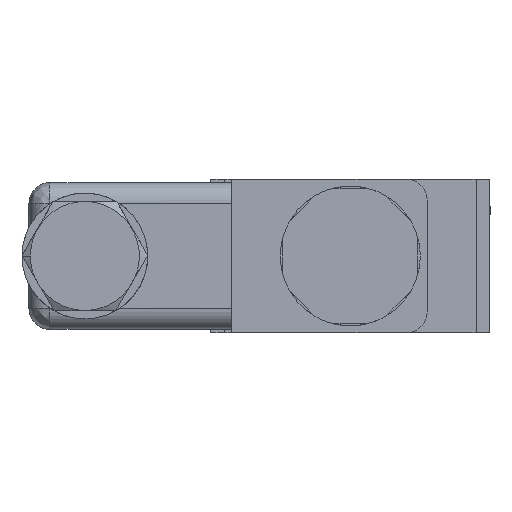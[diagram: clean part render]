
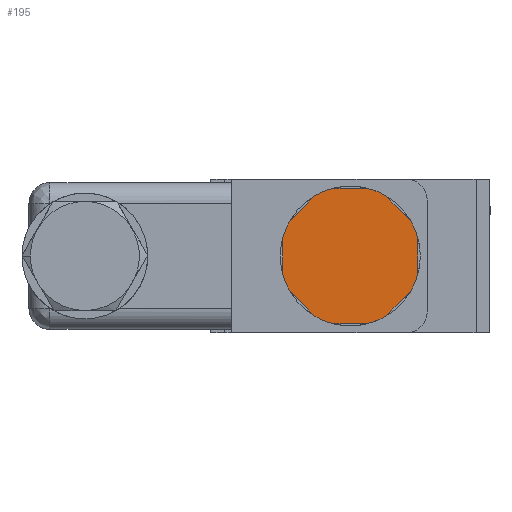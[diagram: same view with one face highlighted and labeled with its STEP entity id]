
A CAD part, left-side view. The second image highlights one B-rep face of the part: STEP entity #195.
In plain terms, the highlighted planar face has unit normal (-1, 0, 0).
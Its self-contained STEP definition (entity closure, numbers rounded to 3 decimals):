
#36 = AXIS2_PLACEMENT_3D ( 'NONE', #5042, #4945, #1405 ) ;
#95 = LINE ( 'NONE', #4107, #2668 ) ;
#114 = DIRECTION ( 'NONE',  ( -1., 0., 0. ) ) ;
#115 = DIRECTION ( 'NONE',  ( -1., 0., 0. ) ) ;
#121 = EDGE_CURVE ( 'NONE', #1705, #2619, #2872, .T. ) ;
#152 = DIRECTION ( 'NONE',  ( 0., 1., 0. ) ) ;
#158 = EDGE_CURVE ( 'NONE', #1255, #6133, #569, .T. ) ;
#166 = DIRECTION ( 'NONE',  ( 0., 1., 0. ) ) ;
#180 = CIRCLE ( 'NONE', #36, 10. ) ;
#195 = ADVANCED_FACE ( 'NONE', ( #3137 ), #5499, .T. ) ;
#208 = ORIENTED_EDGE ( 'NONE', *, *, #4581, .T. ) ;
#215 = CARTESIAN_POINT ( 'NONE',  ( -102.659, -25.563, 37.579 ) ) ;
#247 = LINE ( 'NONE', #1756, #2424 ) ;
#271 = EDGE_LOOP ( 'NONE', ( #4611, #300, #1982, #5401, #4559, #208, #4694, #6262, #6615, #773, #5832, #4150, #5039, #567, #1786, #6064 ) ) ;
#300 = ORIENTED_EDGE ( 'NONE', *, *, #4364, .T. ) ;
#321 = VECTOR ( 'NONE', #4991, 1000. ) ;
#399 = CARTESIAN_POINT ( 'NONE',  ( -102.659, -28.142, 36.511 ) ) ;
#409 = DIRECTION ( 'NONE',  ( 0., 1., 0. ) ) ;
#507 = CARTESIAN_POINT ( 'NONE',  ( -102.659, -20.56, 18.215 ) ) ;
#558 = CARTESIAN_POINT ( 'NONE',  ( -102.659, -17.985, 36.511 ) ) ;
#567 = ORIENTED_EDGE ( 'NONE', *, *, #4174, .T. ) ;
#569 = CIRCLE ( 'NONE', #4982, 10. ) ;
#571 = CARTESIAN_POINT ( 'NONE',  ( -102.659, -14.448, 22.82 ) ) ;
#600 = CIRCLE ( 'NONE', #4488, 10. ) ;
#627 = EDGE_CURVE ( 'NONE', #3300, #1346, #4038, .T. ) ;
#642 = DIRECTION ( 'NONE',  ( -1., 0., 0. ) ) ;
#773 = ORIENTED_EDGE ( 'NONE', *, *, #158, .T. ) ;
#813 = LINE ( 'NONE', #1352, #2408 ) ;
#1040 = AXIS2_PLACEMENT_3D ( 'NONE', #5484, #1981, #5982 ) ;
#1094 = VERTEX_POINT ( 'NONE', #2708 ) ;
#1216 = CARTESIAN_POINT ( 'NONE',  ( -102.659, -32.746, 30.395 ) ) ;
#1255 = VERTEX_POINT ( 'NONE', #4865 ) ;
#1346 = VERTEX_POINT ( 'NONE', #6539 ) ;
#1352 = CARTESIAN_POINT ( 'NONE',  ( -102.659, -28.139, 19.281 ) ) ;
#1405 = DIRECTION ( 'NONE',  ( 0., 1., 0. ) ) ;
#1443 = VECTOR ( 'NONE', #1995, 1000. ) ;
#1476 = VERTEX_POINT ( 'NONE', #3258 ) ;
#1581 = AXIS2_PLACEMENT_3D ( 'NONE', #2142, #642, #6213 ) ;
#1705 = VERTEX_POINT ( 'NONE', #4765 ) ;
#1750 = CARTESIAN_POINT ( 'NONE',  ( -102.659, -13.381, 30.398 ) ) ;
#1756 = CARTESIAN_POINT ( 'NONE',  ( -102.659, -23.06, 18.214 ) ) ;
#1786 = ORIENTED_EDGE ( 'NONE', *, *, #6084, .T. ) ;
#1855 = CARTESIAN_POINT ( 'NONE',  ( -102.659, -20.563, 37.579 ) ) ;
#1908 = DIRECTION ( 'NONE',  ( -1., 0., 0. ) ) ;
#1911 = CARTESIAN_POINT ( 'NONE',  ( -102.659, -28.139, 19.281 ) ) ;
#1948 = CIRCLE ( 'NONE', #1040, 10. ) ;
#1981 = DIRECTION ( 'NONE',  ( -1., 0., 0. ) ) ;
#1982 = ORIENTED_EDGE ( 'NONE', *, *, #5349, .T. ) ;
#1995 = DIRECTION ( 'NONE',  ( 0., 0., -1. ) ) ;
#2057 = CARTESIAN_POINT ( 'NONE',  ( -102.659, -25.56, 18.213 ) ) ;
#2101 = EDGE_CURVE ( 'NONE', #5672, #5945, #2673, .T. ) ;
#2132 = VERTEX_POINT ( 'NONE', #4144 ) ;
#2142 = CARTESIAN_POINT ( 'NONE',  ( -102.659, -23.063, 27.897 ) ) ;
#2190 = VECTOR ( 'NONE', #4535, 1000. ) ;
#2286 = EDGE_CURVE ( 'NONE', #6133, #3961, #247, .T. ) ;
#2408 = VECTOR ( 'NONE', #6610, 1000. ) ;
#2424 = VECTOR ( 'NONE', #2710, 1000. ) ;
#2467 = CARTESIAN_POINT ( 'NONE',  ( -102.659, -13.38, 37.579 ) ) ;
#2619 = VERTEX_POINT ( 'NONE', #4620 ) ;
#2668 = VECTOR ( 'NONE', #5677, 1000. ) ;
#2673 = CIRCLE ( 'NONE', #4931, 10. ) ;
#2697 = CARTESIAN_POINT ( 'NONE',  ( -102.659, -23.063, 27.897 ) ) ;
#2703 = CARTESIAN_POINT ( 'NONE',  ( -102.659, -17.985, 36.511 ) ) ;
#2708 = CARTESIAN_POINT ( 'NONE',  ( -102.659, -32.745, 25.395 ) ) ;
#2710 = DIRECTION ( 'NONE',  ( 0., -1., 0. ) ) ;
#2857 = CARTESIAN_POINT ( 'NONE',  ( -102.659, -14.45, 32.976 ) ) ;
#2872 = LINE ( 'NONE', #1750, #1443 ) ;
#2977 = VERTEX_POINT ( 'NONE', #1911 ) ;
#3112 = EDGE_CURVE ( 'NONE', #3961, #2977, #5271, .T. ) ;
#3137 = FACE_OUTER_BOUND ( 'NONE', #271, .T. ) ;
#3241 = CARTESIAN_POINT ( 'NONE',  ( -102.659, -23.063, 27.897 ) ) ;
#3258 = CARTESIAN_POINT ( 'NONE',  ( -102.659, -31.676, 22.816 ) ) ;
#3282 = DIRECTION ( 'NONE',  ( -1., 0., 0. ) ) ;
#3300 = VERTEX_POINT ( 'NONE', #1216 ) ;
#3401 = EDGE_CURVE ( 'NONE', #1346, #3827, #6419, .T. ) ;
#3402 = CARTESIAN_POINT ( 'NONE',  ( -102.659, -32.745, 25.395 ) ) ;
#3579 = AXIS2_PLACEMENT_3D ( 'NONE', #3945, #1908, #5963 ) ;
#3827 = VERTEX_POINT ( 'NONE', #399 ) ;
#3945 = CARTESIAN_POINT ( 'NONE',  ( -102.659, -23.063, 27.897 ) ) ;
#3961 = VERTEX_POINT ( 'NONE', #2057 ) ;
#4019 = LINE ( 'NONE', #571, #5135 ) ;
#4033 = LINE ( 'NONE', #558, #6499 ) ;
#4038 = CIRCLE ( 'NONE', #3579, 10. ) ;
#4052 = CARTESIAN_POINT ( 'NONE',  ( -102.659, -23.063, 27.897 ) ) ;
#4107 = CARTESIAN_POINT ( 'NONE',  ( -102.659, -23.063, 37.579 ) ) ;
#4112 = DIRECTION ( 'NONE',  ( 0., 0.707, -0.707 ) ) ;
#4144 = CARTESIAN_POINT ( 'NONE',  ( -102.659, -14.448, 22.82 ) ) ;
#4150 = ORIENTED_EDGE ( 'NONE', *, *, #3112, .T. ) ;
#4174 = EDGE_CURVE ( 'NONE', #1476, #1094, #1948, .T. ) ;
#4364 = EDGE_CURVE ( 'NONE', #3827, #5561, #600, .T. ) ;
#4438 = VERTEX_POINT ( 'NONE', #2857 ) ;
#4488 = AXIS2_PLACEMENT_3D ( 'NONE', #3241, #3282, #166 ) ;
#4515 = CARTESIAN_POINT ( 'NONE',  ( -102.659, -31.678, 32.975 ) ) ;
#4535 = DIRECTION ( 'NONE',  ( 0., 0.707, 0.707 ) ) ;
#4559 = ORIENTED_EDGE ( 'NONE', *, *, #4623, .T. ) ;
#4566 = LINE ( 'NONE', #3402, #321 ) ;
#4581 = EDGE_CURVE ( 'NONE', #4438, #1705, #180, .T. ) ;
#4611 = ORIENTED_EDGE ( 'NONE', *, *, #3401, .T. ) ;
#4620 = CARTESIAN_POINT ( 'NONE',  ( -102.659, -13.38, 25.399 ) ) ;
#4623 = EDGE_CURVE ( 'NONE', #5945, #4438, #4033, .T. ) ;
#4694 = ORIENTED_EDGE ( 'NONE', *, *, #121, .T. ) ;
#4765 = CARTESIAN_POINT ( 'NONE',  ( -102.659, -13.381, 30.398 ) ) ;
#4839 = EDGE_CURVE ( 'NONE', #2619, #2132, #5547, .T. ) ;
#4865 = CARTESIAN_POINT ( 'NONE',  ( -102.659, -17.982, 19.284 ) ) ;
#4931 = AXIS2_PLACEMENT_3D ( 'NONE', #2697, #115, #5700 ) ;
#4945 = DIRECTION ( 'NONE',  ( -1., 0., 0. ) ) ;
#4982 = AXIS2_PLACEMENT_3D ( 'NONE', #4052, #6001, #409 ) ;
#4991 = DIRECTION ( 'NONE',  ( 0., 0., 1. ) ) ;
#5039 = ORIENTED_EDGE ( 'NONE', *, *, #6126, .T. ) ;
#5042 = CARTESIAN_POINT ( 'NONE',  ( -102.659, -23.063, 27.897 ) ) ;
#5078 = DIRECTION ( 'NONE',  ( -1., 0., 0. ) ) ;
#5135 = VECTOR ( 'NONE', #6611, 1000. ) ;
#5137 = AXIS2_PLACEMENT_3D ( 'NONE', #5208, #114, #152 ) ;
#5208 = CARTESIAN_POINT ( 'NONE',  ( -102.659, -23.063, 27.897 ) ) ;
#5266 = EDGE_CURVE ( 'NONE', #2132, #1255, #4019, .T. ) ;
#5271 = CIRCLE ( 'NONE', #5137, 10. ) ;
#5349 = EDGE_CURVE ( 'NONE', #5561, #5672, #95, .T. ) ;
#5401 = ORIENTED_EDGE ( 'NONE', *, *, #2101, .T. ) ;
#5484 = CARTESIAN_POINT ( 'NONE',  ( -102.659, -23.063, 27.897 ) ) ;
#5499 = PLANE ( 'NONE',  #5787 ) ;
#5542 = DIRECTION ( 'NONE',  ( 0., 0., -1. ) ) ;
#5547 = CIRCLE ( 'NONE', #1581, 10. ) ;
#5561 = VERTEX_POINT ( 'NONE', #215 ) ;
#5672 = VERTEX_POINT ( 'NONE', #1855 ) ;
#5677 = DIRECTION ( 'NONE',  ( 0., 1., 0. ) ) ;
#5700 = DIRECTION ( 'NONE',  ( 0., 1., 0. ) ) ;
#5787 = AXIS2_PLACEMENT_3D ( 'NONE', #2467, #5078, #5542 ) ;
#5832 = ORIENTED_EDGE ( 'NONE', *, *, #2286, .T. ) ;
#5945 = VERTEX_POINT ( 'NONE', #2703 ) ;
#5963 = DIRECTION ( 'NONE',  ( 0., 1., 0. ) ) ;
#5982 = DIRECTION ( 'NONE',  ( 0., 1., 0. ) ) ;
#6001 = DIRECTION ( 'NONE',  ( -1., 0., 0. ) ) ;
#6064 = ORIENTED_EDGE ( 'NONE', *, *, #627, .T. ) ;
#6084 = EDGE_CURVE ( 'NONE', #1094, #3300, #4566, .T. ) ;
#6126 = EDGE_CURVE ( 'NONE', #2977, #1476, #813, .T. ) ;
#6133 = VERTEX_POINT ( 'NONE', #507 ) ;
#6213 = DIRECTION ( 'NONE',  ( 0., 1., 0. ) ) ;
#6262 = ORIENTED_EDGE ( 'NONE', *, *, #4839, .T. ) ;
#6419 = LINE ( 'NONE', #4515, #2190 ) ;
#6499 = VECTOR ( 'NONE', #4112, 1000. ) ;
#6539 = CARTESIAN_POINT ( 'NONE',  ( -102.659, -31.678, 32.975 ) ) ;
#6610 = DIRECTION ( 'NONE',  ( 0., -0.707, 0.707 ) ) ;
#6611 = DIRECTION ( 'NONE',  ( 0., -0.707, -0.707 ) ) ;
#6615 = ORIENTED_EDGE ( 'NONE', *, *, #5266, .T. ) ;
